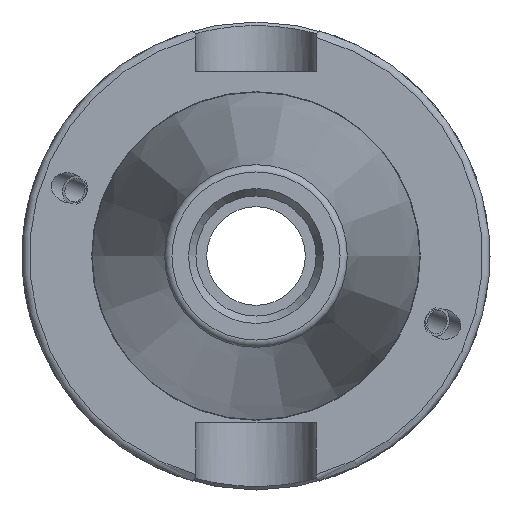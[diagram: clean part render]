
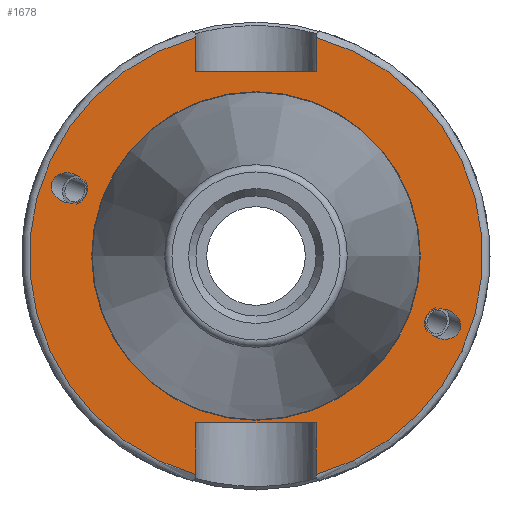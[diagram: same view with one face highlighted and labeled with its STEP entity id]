
A CAD part, left-side view. The second image highlights one B-rep face of the part: STEP entity #1678.
In plain terms, the highlighted planar face has unit normal (-1, 0, 0).
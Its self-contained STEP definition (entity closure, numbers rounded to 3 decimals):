
#39=ELLIPSE('',#1820,2.442,2.);
#48=ELLIPSE('',#1863,2.442,2.);
#62=FACE_BOUND('',#304,.T.);
#63=FACE_BOUND('',#305,.T.);
#64=FACE_BOUND('',#306,.T.);
#81=PLANE('',#1871);
#197=FACE_OUTER_BOUND('',#303,.T.);
#303=EDGE_LOOP('',(#1384,#1385,#1386,#1387,#1388,#1389,#1390,#1391));
#304=EDGE_LOOP('',(#1392));
#305=EDGE_LOOP('',(#1393));
#306=EDGE_LOOP('',(#1394));
#457=CIRCLE('',#1869,22.3);
#459=CIRCLE('',#1872,30.75);
#460=CIRCLE('',#1873,30.75);
#535=LINE('',#3252,#625);
#536=LINE('',#3256,#626);
#537=LINE('',#3258,#627);
#538=LINE('',#3260,#628);
#539=LINE('',#3264,#629);
#540=LINE('',#3265,#630);
#625=VECTOR('',#2250,10.);
#626=VECTOR('',#2253,10.);
#627=VECTOR('',#2254,10.);
#628=VECTOR('',#2255,10.);
#629=VECTOR('',#2258,10.);
#630=VECTOR('',#2259,10.);
#746=VERTEX_POINT('',#3021);
#786=VERTEX_POINT('',#3234);
#790=VERTEX_POINT('',#3245);
#791=VERTEX_POINT('',#3250);
#792=VERTEX_POINT('',#3251);
#793=VERTEX_POINT('',#3253);
#794=VERTEX_POINT('',#3255);
#795=VERTEX_POINT('',#3257);
#796=VERTEX_POINT('',#3259);
#797=VERTEX_POINT('',#3261);
#798=VERTEX_POINT('',#3263);
#946=EDGE_CURVE('',#746,#746,#39,.T.);
#1003=EDGE_CURVE('',#786,#786,#48,.T.);
#1008=EDGE_CURVE('',#790,#790,#457,.T.);
#1010=EDGE_CURVE('',#791,#792,#535,.T.);
#1011=EDGE_CURVE('',#793,#792,#459,.T.);
#1012=EDGE_CURVE('',#793,#794,#536,.T.);
#1013=EDGE_CURVE('',#794,#795,#537,.T.);
#1014=EDGE_CURVE('',#795,#796,#538,.T.);
#1015=EDGE_CURVE('',#797,#796,#460,.T.);
#1016=EDGE_CURVE('',#797,#798,#539,.T.);
#1017=EDGE_CURVE('',#798,#791,#540,.T.);
#1384=ORIENTED_EDGE('',*,*,#1010,.T.);
#1385=ORIENTED_EDGE('',*,*,#1011,.F.);
#1386=ORIENTED_EDGE('',*,*,#1012,.T.);
#1387=ORIENTED_EDGE('',*,*,#1013,.T.);
#1388=ORIENTED_EDGE('',*,*,#1014,.T.);
#1389=ORIENTED_EDGE('',*,*,#1015,.F.);
#1390=ORIENTED_EDGE('',*,*,#1016,.T.);
#1391=ORIENTED_EDGE('',*,*,#1017,.T.);
#1392=ORIENTED_EDGE('',*,*,#946,.T.);
#1393=ORIENTED_EDGE('',*,*,#1003,.T.);
#1394=ORIENTED_EDGE('',*,*,#1008,.F.);
#1678=ADVANCED_FACE('',(#197,#62,#63,#64),#81,.T.);
#1820=AXIS2_PLACEMENT_3D('',#3023,#2129,#2130);
#1863=AXIS2_PLACEMENT_3D('',#3236,#2231,#2232);
#1869=AXIS2_PLACEMENT_3D('',#3247,#2244,#2245);
#1871=AXIS2_PLACEMENT_3D('',#3249,#2248,#2249);
#1872=AXIS2_PLACEMENT_3D('',#3254,#2251,#2252);
#1873=AXIS2_PLACEMENT_3D('',#3262,#2256,#2257);
#2129=DIRECTION('center_axis',(1.,0.,0.));
#2130=DIRECTION('ref_axis',(0.,-0.94,-0.342));
#2231=DIRECTION('center_axis',(1.,0.,0.));
#2232=DIRECTION('ref_axis',(0.,0.94,0.342));
#2244=DIRECTION('center_axis',(-1.,0.,0.));
#2245=DIRECTION('ref_axis',(0.,-1.,0.));
#2248=DIRECTION('center_axis',(-1.,0.,0.));
#2249=DIRECTION('ref_axis',(0.,0.,1.));
#2250=DIRECTION('',(0.,0.,-1.));
#2251=DIRECTION('center_axis',(1.,0.,0.));
#2252=DIRECTION('ref_axis',(0.,-1.,0.));
#2253=DIRECTION('',(0.,0.,-1.));
#2254=DIRECTION('',(0.,1.,0.));
#2255=DIRECTION('',(0.,0.,1.));
#2256=DIRECTION('center_axis',(1.,0.,0.));
#2257=DIRECTION('ref_axis',(0.,1.,0.));
#2258=DIRECTION('',(0.,0.,1.));
#2259=DIRECTION('',(0.,-1.,0.));
#3021=CARTESIAN_POINT('',(3.175,-23.077,-8.399));
#3023=CARTESIAN_POINT('Origin',(3.175,-25.372,-9.235));
#3234=CARTESIAN_POINT('',(3.175,23.077,8.399));
#3236=CARTESIAN_POINT('Origin',(3.175,25.372,9.235));
#3245=CARTESIAN_POINT('',(3.175,0.,22.3));
#3247=CARTESIAN_POINT('Origin',(3.175,0.,0.));
#3249=CARTESIAN_POINT('Origin',(3.175,31.75,0.));
#3250=CARTESIAN_POINT('',(3.175,-8.19,-22.6));
#3251=CARTESIAN_POINT('',(3.175,-8.19,-29.639));
#3252=CARTESIAN_POINT('',(3.175,-8.19,-11.3));
#3253=CARTESIAN_POINT('',(3.175,-8.19,29.639));
#3254=CARTESIAN_POINT('Origin',(3.175,0.,0.));
#3255=CARTESIAN_POINT('',(3.175,-8.19,25.));
#3256=CARTESIAN_POINT('',(3.175,-8.19,12.5));
#3257=CARTESIAN_POINT('',(3.175,8.19,25.));
#3258=CARTESIAN_POINT('',(3.175,15.875,25.));
#3259=CARTESIAN_POINT('',(3.175,8.19,29.639));
#3260=CARTESIAN_POINT('',(3.175,8.19,12.5));
#3261=CARTESIAN_POINT('',(3.175,8.19,-29.639));
#3262=CARTESIAN_POINT('Origin',(3.175,0.,0.));
#3263=CARTESIAN_POINT('',(3.175,8.19,-22.6));
#3264=CARTESIAN_POINT('',(3.175,8.19,-11.3));
#3265=CARTESIAN_POINT('',(3.175,15.875,-22.6));
